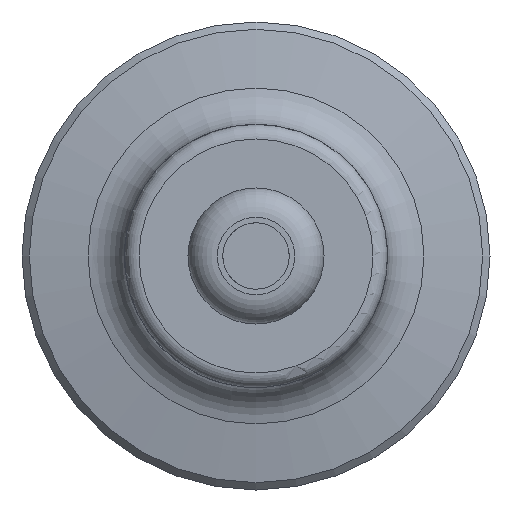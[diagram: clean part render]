
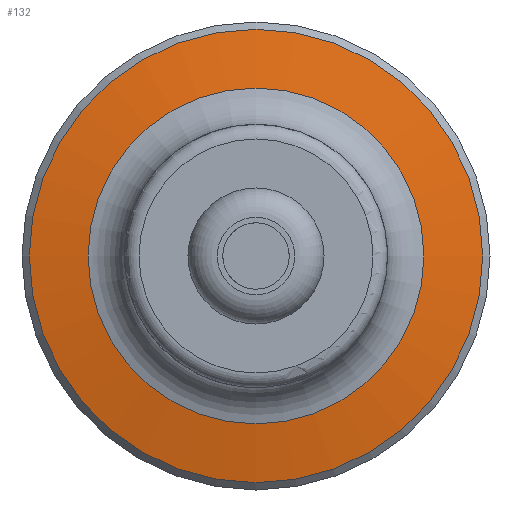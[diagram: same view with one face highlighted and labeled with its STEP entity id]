
A CAD part, front view. The second image highlights one B-rep face of the part: STEP entity #132.
In plain terms, the highlighted conical face has half-angle 80 degrees and reference radius 15.5 mm.
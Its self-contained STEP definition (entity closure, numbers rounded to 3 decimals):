
#132 = ADVANCED_FACE( '', ( #363, #364 ), #365, .T. );
#363 = FACE_BOUND( '', #782, .T. );
#364 = FACE_OUTER_BOUND( '', #783, .T. );
#365 = CONICAL_SURFACE( '', #784, 15.5, 1.396 );
#782 = EDGE_LOOP( '', ( #1509 ) );
#783 = EDGE_LOOP( '', ( #1510 ) );
#784 = AXIS2_PLACEMENT_3D( '', #1511, #1512, #1513 );
#1509 = ORIENTED_EDGE( '', *, *, #2189, .F. );
#1510 = ORIENTED_EDGE( '', *, *, #2190, .T. );
#1511 = CARTESIAN_POINT( '', ( 0., 55.2, 0. ) );
#1512 = DIRECTION( '', ( 0., 1., 0. ) );
#1513 = DIRECTION( '', ( 1., 0., 0. ) );
#2189 = EDGE_CURVE( '', #2431, #2431, #2432, .T. );
#2190 = EDGE_CURVE( '', #2433, #2433, #2434, .F. );
#2431 = VERTEX_POINT( '', #2781 );
#2432 = CIRCLE( '', #2782, 11.479 );
#2433 = VERTEX_POINT( '', #2783 );
#2434 = CIRCLE( '', #2784, 15.5 );
#2781 = CARTESIAN_POINT( '', ( -11.479, 54.491, 0. ) );
#2782 = AXIS2_PLACEMENT_3D( '', #3697, #3698, #3699 );
#2783 = CARTESIAN_POINT( '', ( 15.5, 55.2, 0. ) );
#2784 = AXIS2_PLACEMENT_3D( '', #3700, #3701, #3702 );
#3697 = CARTESIAN_POINT( '', ( 0., 54.491, 0. ) );
#3698 = DIRECTION( '', ( 0., -1., 0. ) );
#3699 = DIRECTION( '', ( -1., 0., 0. ) );
#3700 = CARTESIAN_POINT( '', ( 0., 55.2, 0. ) );
#3701 = DIRECTION( '', ( 0., 1., 0. ) );
#3702 = DIRECTION( '', ( 1., 0., 0. ) );
